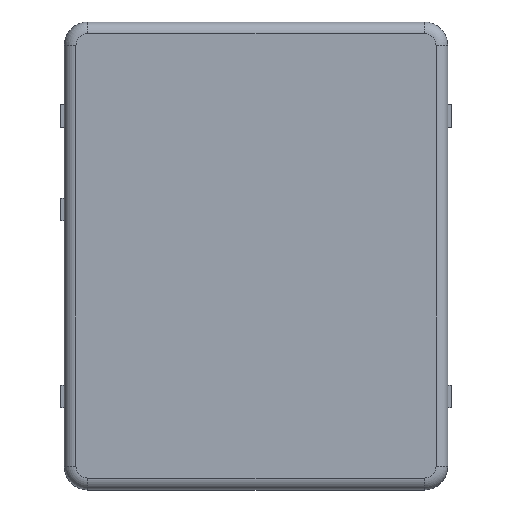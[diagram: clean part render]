
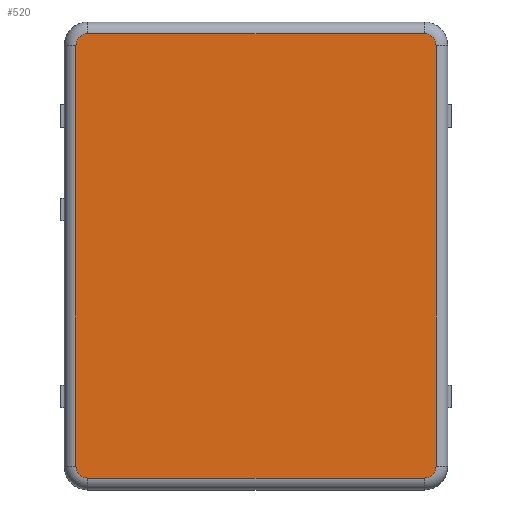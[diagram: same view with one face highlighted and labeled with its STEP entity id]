
A CAD part, top view. The second image highlights one B-rep face of the part: STEP entity #520.
In plain terms, the highlighted planar face has unit normal (0, 0, 1).
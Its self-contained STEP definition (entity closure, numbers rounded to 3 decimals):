
#13=DIRECTION('',(0.,0.,1.));
#33=VECTOR('',#34,1.);
#34=DIRECTION('',(0.,1.,0.));
#45=VECTOR('',#46,1.);
#46=DIRECTION('',(0.,-1.,0.));
#60=VECTOR('',#61,1.);
#61=DIRECTION('',(-1.,0.,0.));
#262=DIRECTION('',(1.,0.,0.));
#282=VERTEX_POINT('',#283);
#283=CARTESIAN_POINT('',(4.888,-5.715,4.51));
#287=ORIENTED_EDGE('',*,*,#288,.T.);
#288=EDGE_CURVE('',#282,#289,#291,.T.);
#289=VERTEX_POINT('',#290);
#290=CARTESIAN_POINT('',(4.888,5.715,4.51));
#291=LINE('',#283,#33);
#316=DIRECTION('',(0.,0.,1.));
#404=DIRECTION('',(0.,0.,1.));
#422=VECTOR('',#262,1.);
#471=VERTEX_POINT('',#472);
#472=CARTESIAN_POINT('',(4.57,6.033,4.51));
#477=EDGE_CURVE('',#289,#471,#478,.T.);
#478=CIRCLE('',#479,0.318);
#479=AXIS2_PLACEMENT_3D('',#480,#13,#262);
#480=CARTESIAN_POINT('',(4.57,5.715,4.51));
#507=VERTEX_POINT('',#508);
#508=CARTESIAN_POINT('',(4.57,-6.033,4.51));
#514=EDGE_CURVE('',#507,#282,#515,.T.);
#515=CIRCLE('',#516,0.318);
#516=AXIS2_PLACEMENT_3D('',#517,#316,#46);
#517=CARTESIAN_POINT('',(4.57,-5.715,4.51));
#520=ADVANCED_FACE('',(#521),#552,.T.);
#521=FACE_BOUND('',#522,.T.);
#522=EDGE_LOOP('',(#523,#528,#535,#540,#547,#550,#287,#551));
#523=ORIENTED_EDGE('',*,*,#524,.T.);
#524=EDGE_CURVE('',#471,#525,#527,.T.);
#525=VERTEX_POINT('',#526);
#526=CARTESIAN_POINT('',(-4.57,6.033,4.51));
#527=LINE('',#472,#60);
#528=ORIENTED_EDGE('',*,*,#529,.T.);
#529=EDGE_CURVE('',#525,#530,#532,.T.);
#530=VERTEX_POINT('',#531);
#531=CARTESIAN_POINT('',(-4.888,5.715,4.51));
#532=CIRCLE('',#533,0.318);
#533=AXIS2_PLACEMENT_3D('',#534,#404,#34);
#534=CARTESIAN_POINT('',(-4.57,5.715,4.51));
#535=ORIENTED_EDGE('',*,*,#536,.T.);
#536=EDGE_CURVE('',#530,#537,#539,.T.);
#537=VERTEX_POINT('',#538);
#538=CARTESIAN_POINT('',(-4.888,-5.715,4.51));
#539=LINE('',#531,#45);
#540=ORIENTED_EDGE('',*,*,#541,.T.);
#541=EDGE_CURVE('',#537,#542,#544,.T.);
#542=VERTEX_POINT('',#543);
#543=CARTESIAN_POINT('',(-4.57,-6.033,4.51));
#544=CIRCLE('',#545,0.318);
#545=AXIS2_PLACEMENT_3D('',#546,#13,#61);
#546=CARTESIAN_POINT('',(-4.57,-5.715,4.51));
#547=ORIENTED_EDGE('',*,*,#548,.T.);
#548=EDGE_CURVE('',#542,#507,#549,.T.);
#549=LINE('',#543,#422);
#550=ORIENTED_EDGE('',*,*,#514,.T.);
#551=ORIENTED_EDGE('',*,*,#477,.T.);
#552=PLANE('',#553);
#553=AXIS2_PLACEMENT_3D('',#554,#13,#262);
#554=CARTESIAN_POINT('',(0.,0.,4.51));
